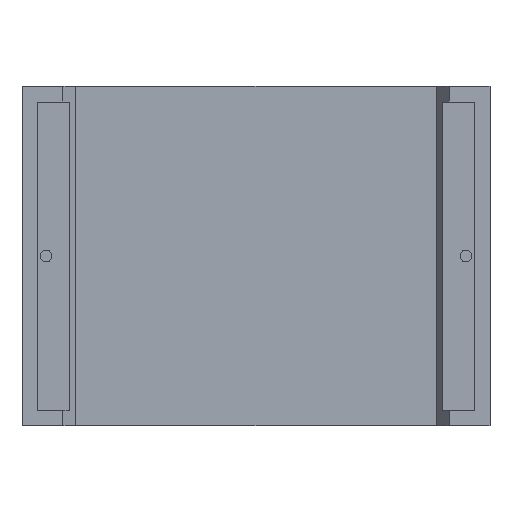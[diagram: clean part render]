
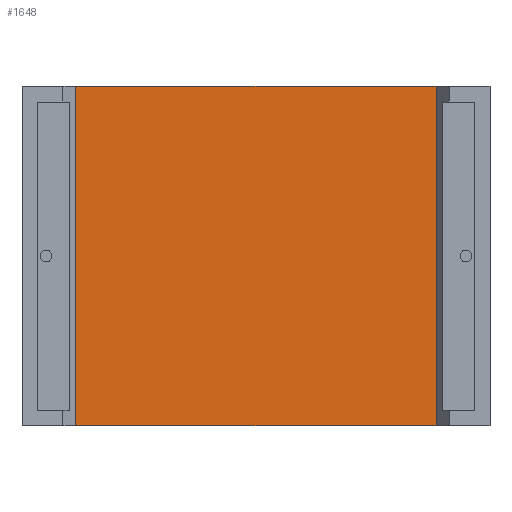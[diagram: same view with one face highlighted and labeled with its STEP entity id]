
A CAD part, front view. The second image highlights one B-rep face of the part: STEP entity #1648.
In plain terms, the highlighted planar face has unit normal (0, -1, 0).
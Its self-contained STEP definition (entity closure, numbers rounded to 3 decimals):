
#6 = VERTEX_POINT ( 'NONE', #878 ) ;
#7 = CARTESIAN_POINT ( 'NONE',  ( 20.9, 1.555, 30.3 ) ) ;
#220 = VECTOR ( 'NONE', #815, 1000. ) ;
#470 = DIRECTION ( 'NONE',  ( -1., 0., 0. ) ) ;
#502 = EDGE_CURVE ( 'NONE', #1915, #2420, #2961, .T. ) ;
#508 = LINE ( 'NONE', #731, #1919 ) ;
#597 = LINE ( 'NONE', #837, #220 ) ;
#635 = EDGE_CURVE ( 'NONE', #6, #2597, #597, .T. ) ;
#666 = EDGE_CURVE ( 'NONE', #2597, #2420, #2348, .T. ) ;
#731 = CARTESIAN_POINT ( 'NONE',  ( 20.9, 1.555, 0. ) ) ;
#732 = ORIENTED_EDGE ( 'NONE', *, *, #1160, .F. ) ;
#815 = DIRECTION ( 'NONE',  ( 0., 0., 1. ) ) ;
#835 = ORIENTED_EDGE ( 'NONE', *, *, #666, .T. ) ;
#837 = CARTESIAN_POINT ( 'NONE',  ( 36.989, 1.555, 0. ) ) ;
#848 = DIRECTION ( 'NONE',  ( -1., 0., 0. ) ) ;
#878 = CARTESIAN_POINT ( 'NONE',  ( 36.989, 1.555, 0. ) ) ;
#977 = CARTESIAN_POINT ( 'NONE',  ( 4.811, 1.555, 30.3 ) ) ;
#1124 = AXIS2_PLACEMENT_3D ( 'NONE', #2470, #2035, #848 ) ;
#1160 = EDGE_CURVE ( 'NONE', #6, #1915, #508, .T. ) ;
#1209 = ORIENTED_EDGE ( 'NONE', *, *, #635, .T. ) ;
#1265 = VECTOR ( 'NONE', #1585, 1000. ) ;
#1585 = DIRECTION ( 'NONE',  ( 0., 0., 1. ) ) ;
#1648 = ADVANCED_FACE ( 'NONE', ( #2942 ), #2506, .F. ) ;
#1779 = CARTESIAN_POINT ( 'NONE',  ( 36.989, 1.555, 30.3 ) ) ;
#1904 = DIRECTION ( 'NONE',  ( -1., 0., 0. ) ) ;
#1915 = VERTEX_POINT ( 'NONE', #2949 ) ;
#1919 = VECTOR ( 'NONE', #1904, 1000. ) ;
#2035 = DIRECTION ( 'NONE',  ( 0., 1., 0. ) ) ;
#2094 = EDGE_LOOP ( 'NONE', ( #835, #2612, #732, #1209 ) ) ;
#2348 = LINE ( 'NONE', #7, #2734 ) ;
#2420 = VERTEX_POINT ( 'NONE', #977 ) ;
#2470 = CARTESIAN_POINT ( 'NONE',  ( 20.9, 1.555, 0. ) ) ;
#2506 = PLANE ( 'NONE',  #1124 ) ;
#2597 = VERTEX_POINT ( 'NONE', #1779 ) ;
#2612 = ORIENTED_EDGE ( 'NONE', *, *, #502, .F. ) ;
#2734 = VECTOR ( 'NONE', #470, 1000. ) ;
#2745 = CARTESIAN_POINT ( 'NONE',  ( 4.811, 1.555, 0. ) ) ;
#2942 = FACE_OUTER_BOUND ( 'NONE', #2094, .T. ) ;
#2949 = CARTESIAN_POINT ( 'NONE',  ( 4.811, 1.555, 0. ) ) ;
#2961 = LINE ( 'NONE', #2745, #1265 ) ;
